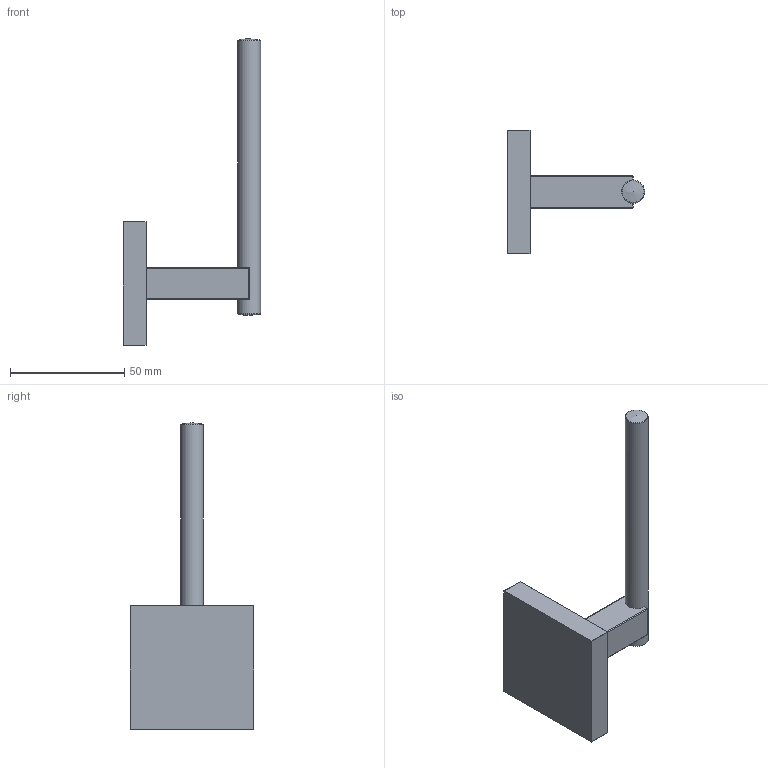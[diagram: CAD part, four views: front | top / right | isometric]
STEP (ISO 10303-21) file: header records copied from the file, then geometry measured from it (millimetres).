
FILE_DESCRIPTION(/* description */ ('Unknown'),/* implementation_level */ '2;1');
FILE_NAME(/* name */ '40979000',/* time_stamp */ '2022-11-02T14:46:07+01:00',/* author */ ('Unknown'),/* organization */ ('GROHE AG'),/* preprocessor_version */ 'ST-DEVELOPER v16.7',/* originating_system */ 'DEX',/* authorisation */ $);
FILE_SCHEMA (('AUTOMOTIVE_DESIGN {1 0 10303 214 3 1 1}'));
Length unit declared in the file: millimetre
Products named in the file (2): 40979000; id11
Assembly tree (1 placements, depth 2):
  40979000
    id11
Bounding box: 60 x 54 x 134.01 mm (x, y, z)
Surface area: 17272.7 mm2 (no closed solid volume)
Topology: 0 solids, 4 shells, 40 faces, 119 edges, 74 vertices
Faces by surface type: cylinder 19, plane 13, sphere 6, torus 2
Full cylindrical faces by diameter (mm): 10 x1
Entity records: 1296 total; most frequent: CARTESIAN_POINT 257, DIRECTION 220, ORIENTED_EDGE 164, EDGE_CURVE 104, AXIS2_PLACEMENT_3D 85, VERTEX_POINT 68, LINE 50, VECTOR 50
